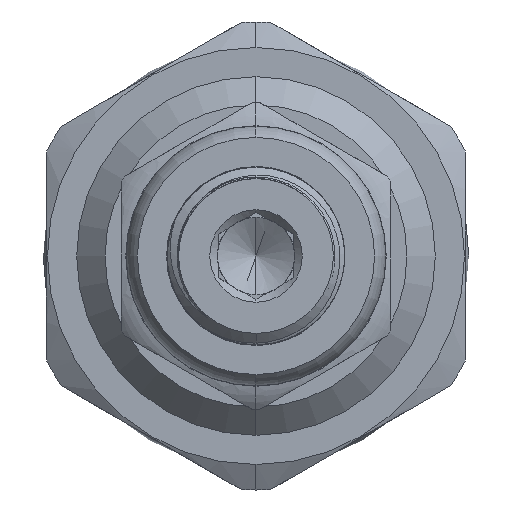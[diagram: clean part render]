
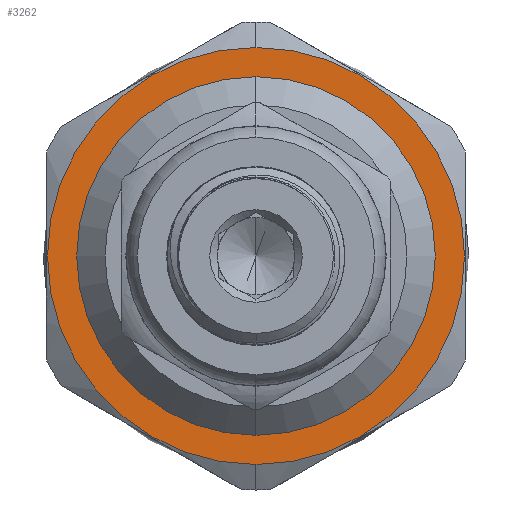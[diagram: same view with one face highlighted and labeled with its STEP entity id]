
A CAD part, left-side view. The second image highlights one B-rep face of the part: STEP entity #3262.
In plain terms, the highlighted planar face has unit normal (-1, 0, 0).
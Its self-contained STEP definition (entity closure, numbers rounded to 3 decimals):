
#1536 = CARTESIAN_POINT ( 'NONE',  ( 12., 0., 0. ) ) ;
#2864 = EDGE_LOOP ( 'NONE', ( #6210, #13317 ) ) ;
#2961 = CARTESIAN_POINT ( 'NONE',  ( 12., 0., 0. ) ) ;
#3120 = PLANE ( 'NONE',  #8829 ) ;
#3262 = ADVANCED_FACE ( 'NONE', ( #6310, #17310 ), #3120, .T. ) ;
#3781 = EDGE_LOOP ( 'NONE', ( #10755, #18829 ) ) ;
#4055 = DIRECTION ( 'NONE',  ( 0., 0., -1. ) ) ;
#4176 = AXIS2_PLACEMENT_3D ( 'NONE', #18661, #5432, #9897 ) ;
#4697 = DIRECTION ( 'NONE',  ( 0., 0., 1. ) ) ;
#5055 = AXIS2_PLACEMENT_3D ( 'NONE', #14577, #11812, #11688 ) ;
#5432 = DIRECTION ( 'NONE',  ( 1., 0., 0. ) ) ;
#5711 = VERTEX_POINT ( 'NONE', #12716 ) ;
#6055 = CIRCLE ( 'NONE', #7399, 9.5 ) ;
#6085 = DIRECTION ( 'NONE',  ( 0., 0., -1. ) ) ;
#6147 = CARTESIAN_POINT ( 'NONE',  ( 12., 0., 9.5 ) ) ;
#6210 = ORIENTED_EDGE ( 'NONE', *, *, #15878, .T. ) ;
#6310 = FACE_BOUND ( 'NONE', #2864, .T. ) ;
#7189 = DIRECTION ( 'NONE',  ( 1., 0., 0. ) ) ;
#7399 = AXIS2_PLACEMENT_3D ( 'NONE', #1536, #14822, #6085 ) ;
#8113 = AXIS2_PLACEMENT_3D ( 'NONE', #2961, #7189, #4055 ) ;
#8829 = AXIS2_PLACEMENT_3D ( 'NONE', #8949, #10436, #4697 ) ;
#8949 = CARTESIAN_POINT ( 'NONE',  ( 12., 9.5, 0. ) ) ;
#9897 = DIRECTION ( 'NONE',  ( 0., 0., -1. ) ) ;
#9914 = CARTESIAN_POINT ( 'NONE',  ( 12., 0., -9.5 ) ) ;
#10253 = EDGE_CURVE ( 'NONE', #5711, #10562, #15766, .T. ) ;
#10436 = DIRECTION ( 'NONE',  ( -1., 0., 0. ) ) ;
#10562 = VERTEX_POINT ( 'NONE', #12949 ) ;
#10755 = ORIENTED_EDGE ( 'NONE', *, *, #10253, .F. ) ;
#11688 = DIRECTION ( 'NONE',  ( 0., 0., -1. ) ) ;
#11812 = DIRECTION ( 'NONE',  ( 1., 0., 0. ) ) ;
#12250 = CIRCLE ( 'NONE', #5055, 11.05 ) ;
#12515 = VERTEX_POINT ( 'NONE', #9914 ) ;
#12716 = CARTESIAN_POINT ( 'NONE',  ( 12., 0., -11.05 ) ) ;
#12949 = CARTESIAN_POINT ( 'NONE',  ( 12., 0., 11.05 ) ) ;
#13317 = ORIENTED_EDGE ( 'NONE', *, *, #17483, .T. ) ;
#14577 = CARTESIAN_POINT ( 'NONE',  ( 12., 0., 0. ) ) ;
#14822 = DIRECTION ( 'NONE',  ( 1., 0., 0. ) ) ;
#15484 = EDGE_CURVE ( 'NONE', #10562, #5711, #12250, .T. ) ;
#15766 = CIRCLE ( 'NONE', #4176, 11.05 ) ;
#15878 = EDGE_CURVE ( 'NONE', #12515, #17270, #18444, .T. ) ;
#17270 = VERTEX_POINT ( 'NONE', #6147 ) ;
#17310 = FACE_OUTER_BOUND ( 'NONE', #3781, .T. ) ;
#17483 = EDGE_CURVE ( 'NONE', #17270, #12515, #6055, .T. ) ;
#18444 = CIRCLE ( 'NONE', #8113, 9.5 ) ;
#18661 = CARTESIAN_POINT ( 'NONE',  ( 12., 0., 0. ) ) ;
#18829 = ORIENTED_EDGE ( 'NONE', *, *, #15484, .F. ) ;
